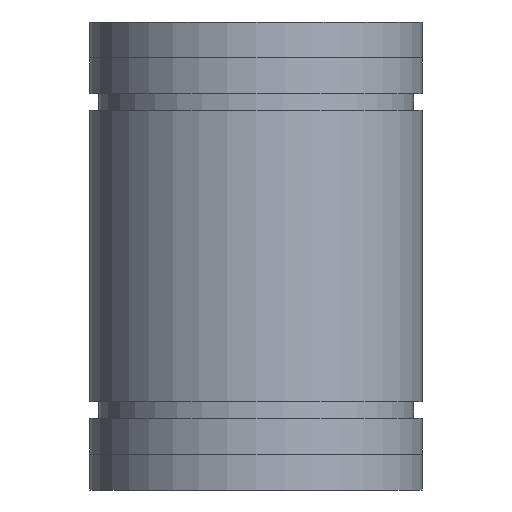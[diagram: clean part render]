
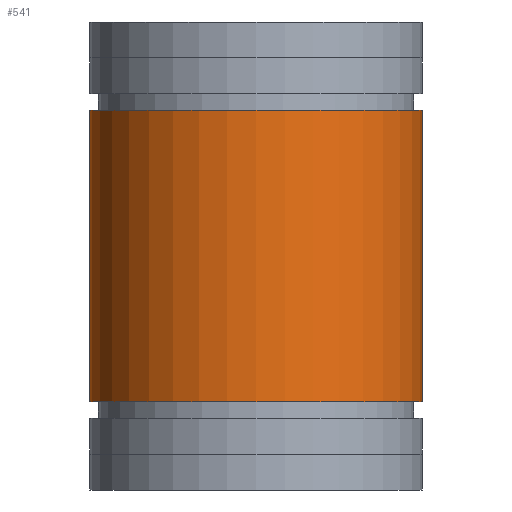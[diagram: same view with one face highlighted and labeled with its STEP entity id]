
A CAD part, front view. The second image highlights one B-rep face of the part: STEP entity #541.
In plain terms, the highlighted cylindrical face has radius 16 mm (diameter 32 mm), a partial arc.
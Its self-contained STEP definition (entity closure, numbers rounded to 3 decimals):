
#16 = ORIENTED_EDGE ( 'NONE', *, *, #588, .T. ) ;
#23 = EDGE_LOOP ( 'NONE', ( #74, #16, #40, #41 ) ) ;
#40 = ORIENTED_EDGE ( 'NONE', *, *, #632, .T. ) ;
#41 = ORIENTED_EDGE ( 'NONE', *, *, #578, .F. ) ;
#43 = CYLINDRICAL_SURFACE ( 'NONE', #683, 16. ) ;
#74 = ORIENTED_EDGE ( 'NONE', *, *, #634, .F. ) ;
#272 = FACE_OUTER_BOUND ( 'NONE', #23, .T. ) ;
#374 = CIRCLE ( 'NONE', #759, 16. ) ;
#386 = CIRCLE ( 'NONE', #765, 16. ) ;
#439 = VECTOR ( 'NONE', #1307, 1000. ) ;
#443 = LINE ( 'NONE', #1306, #439 ) ;
#446 = VECTOR ( 'NONE', #1311, 1000. ) ;
#449 = LINE ( 'NONE', #1303, #446 ) ;
#492 = VERTEX_POINT ( 'NONE', #820 ) ;
#496 = VERTEX_POINT ( 'NONE', #824 ) ;
#499 = VERTEX_POINT ( 'NONE', #827 ) ;
#505 = VERTEX_POINT ( 'NONE', #833 ) ;
#541 = ADVANCED_FACE ( 'NONE', ( #272 ), #43, .T. ) ;
#578 = EDGE_CURVE ( 'NONE', #505, #499, #374, .T. ) ;
#588 = EDGE_CURVE ( 'NONE', #492, #496, #386, .T. ) ;
#632 = EDGE_CURVE ( 'NONE', #496, #499, #443, .T. ) ;
#634 = EDGE_CURVE ( 'NONE', #492, #505, #449, .T. ) ;
#683 = AXIS2_PLACEMENT_3D ( 'NONE', #954, #953, #952 ) ;
#759 = AXIS2_PLACEMENT_3D ( 'NONE', #1166, #1168, #1169 ) ;
#765 = AXIS2_PLACEMENT_3D ( 'NONE', #1191, #1192, #1193 ) ;
#820 = CARTESIAN_POINT ( 'NONE',  ( -16., 0., -36.5 ) ) ;
#824 = CARTESIAN_POINT ( 'NONE',  ( 16., 0., -36.5 ) ) ;
#827 = CARTESIAN_POINT ( 'NONE',  ( 16., 0., -8.5 ) ) ;
#833 = CARTESIAN_POINT ( 'NONE',  ( -16., 0., -8.5 ) ) ;
#952 = DIRECTION ( 'NONE',  ( 1., 0., 0. ) ) ;
#953 = DIRECTION ( 'NONE',  ( 0., 0., 1. ) ) ;
#954 = CARTESIAN_POINT ( 'NONE',  ( 0., 0., 0. ) ) ;
#1166 = CARTESIAN_POINT ( 'NONE',  ( 0., 0., -8.5 ) ) ;
#1168 = DIRECTION ( 'NONE',  ( 0., 0., 1. ) ) ;
#1169 = DIRECTION ( 'NONE',  ( 1., 0., 0. ) ) ;
#1191 = CARTESIAN_POINT ( 'NONE',  ( 0., 0., -36.5 ) ) ;
#1192 = DIRECTION ( 'NONE',  ( 0., 0., 1. ) ) ;
#1193 = DIRECTION ( 'NONE',  ( 1., 0., 0. ) ) ;
#1303 = CARTESIAN_POINT ( 'NONE',  ( -16., 0., 0. ) ) ;
#1306 = CARTESIAN_POINT ( 'NONE',  ( 16., 0., 0. ) ) ;
#1307 = DIRECTION ( 'NONE',  ( 0., 0., 1. ) ) ;
#1311 = DIRECTION ( 'NONE',  ( 0., 0., 1. ) ) ;
